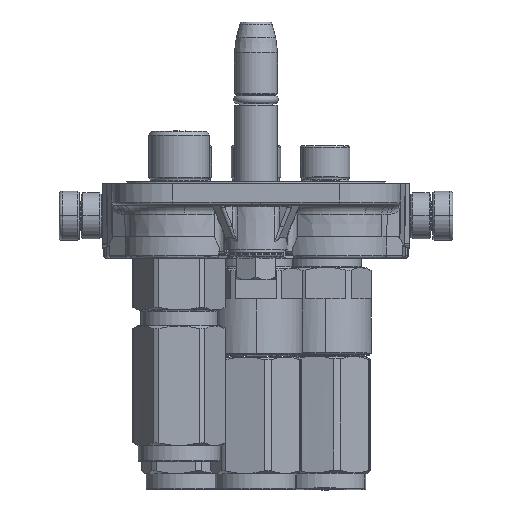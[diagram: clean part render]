
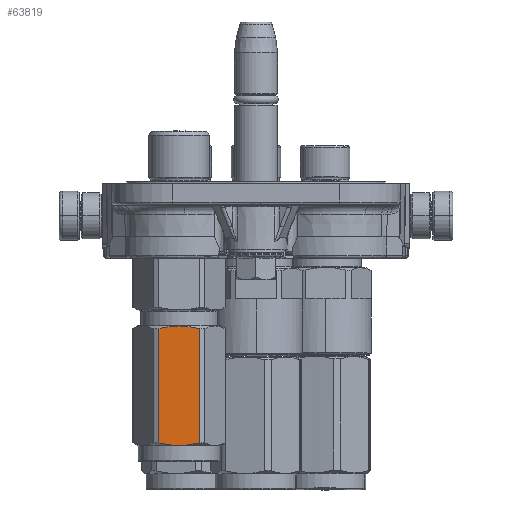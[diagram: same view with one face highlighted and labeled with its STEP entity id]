
A CAD part, left-side view. The second image highlights one B-rep face of the part: STEP entity #63819.
In plain terms, the highlighted face is planar.
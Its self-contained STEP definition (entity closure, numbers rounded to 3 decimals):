
#2043 = VERTEX_POINT ( 'NONE', #123848 ) ;
#2664 = ORIENTED_EDGE ( 'NONE', *, *, #13634, .T. ) ;
#3274 = DIRECTION ( 'NONE',  ( 0., 0., 1. ) ) ;
#4807 = VERTEX_POINT ( 'NONE', #88720 ) ;
#8393 = CARTESIAN_POINT ( 'NONE',  ( 13.5, -63.145, 3.157 ) ) ;
#8942 = CARTESIAN_POINT ( 'NONE',  ( 13.5, -63.093, -3.532 ) ) ;
#9009 = CARTESIAN_POINT ( 'NONE',  ( 13.5, -24.795, -4.314 ) ) ;
#10063 = CARTESIAN_POINT ( 'NONE',  ( 13.5, -62.959, -4.372 ) ) ;
#10799 = CARTESIAN_POINT ( 'NONE',  ( 13.5, -24.506, 2.139 ) ) ;
#12020 = VERTEX_POINT ( 'NONE', #121640 ) ;
#13634 = EDGE_CURVE ( 'NONE', #65459, #2043, #70482, .T. ) ;
#15452 = CARTESIAN_POINT ( 'NONE',  ( 13.5, -62.49, -6.538 ) ) ;
#17620 = VERTEX_POINT ( 'NONE', #25888 ) ;
#20647 = CARTESIAN_POINT ( 'NONE',  ( 13.5, -63.026, -3.969 ) ) ;
#21981 = ORIENTED_EDGE ( 'NONE', *, *, #51262, .T. ) ;
#22306 = CARTESIAN_POINT ( 'NONE',  ( 13.5, -63.189, 2.81 ) ) ;
#22848 = CARTESIAN_POINT ( 'NONE',  ( 13.5, -63.159, 3.053 ) ) ;
#25262 = EDGE_CURVE ( 'NONE', #78662, #4807, #73493, .T. ) ;
#25888 = CARTESIAN_POINT ( 'NONE',  ( 13.5, -25.366, 6.538 ) ) ;
#27650 = VECTOR ( 'NONE', #100443, 1000. ) ;
#31614 = EDGE_CURVE ( 'NONE', #78662, #12020, #163348, .T. ) ;
#35996 = B_SPLINE_CURVE_WITH_KNOTS ( 'NONE', 3,
 ( #84876, #9009, #97628, #135800 ),
 .UNSPECIFIED., .F., .F.,
 ( 4, 4 ),
 ( 0., 1. ),
 .UNSPECIFIED. ) ;
#36838 = CARTESIAN_POINT ( 'NONE',  ( 13.5, -62.49, 6.538 ) ) ;
#38737 = ORIENTED_EDGE ( 'NONE', *, *, #160764, .F. ) ;
#46102 = CARTESIAN_POINT ( 'NONE',  ( 13.5, -62.49, 6.538 ) ) ;
#46632 = CARTESIAN_POINT ( 'NONE',  ( 13.499, -62.628, -5.99 ) ) ;
#47723 = CARTESIAN_POINT ( 'NONE',  ( 13.5, -63.131, 3.262 ) ) ;
#51262 = EDGE_CURVE ( 'NONE', #2043, #17620, #58512, .T. ) ;
#51493 = CARTESIAN_POINT ( 'NONE',  ( 13.5, -24.5, -7.794 ) ) ;
#56677 = VECTOR ( 'NONE', #83724, 1000. ) ;
#58255 = CARTESIAN_POINT ( 'NONE',  ( 13.499, -63.337, 1.097 ) ) ;
#58512 = B_SPLINE_CURVE_WITH_KNOTS ( 'NONE', 3,
 ( #150823, #10799, #99373, #138111 ),
 .UNSPECIFIED., .F., .F.,
 ( 4, 4 ),
 ( 0., 1. ),
 .UNSPECIFIED. ) ;
#59347 = CARTESIAN_POINT ( 'NONE',  ( 13.5, -62.49, -6.538 ) ) ;
#59898 = CARTESIAN_POINT ( 'NONE',  ( 13.5, -63.279, -2.181 ) ) ;
#60280 = CARTESIAN_POINT ( 'NONE',  ( 13.5, -62.49, -6.538 ) ) ;
#63819 = ADVANCED_FACE ( 'NONE', ( #99036 ), #127353, .T. ) ;
#65459 = VERTEX_POINT ( 'NONE', #143786 ) ;
#67255 = ORIENTED_EDGE ( 'NONE', *, *, #31614, .T. ) ;
#70482 = LINE ( 'NONE', #95928, #56677 ) ;
#71133 = LINE ( 'NONE', #36838, #27650 ) ;
#73180 = CARTESIAN_POINT ( 'NONE',  ( 13.5, -63.122, -3.331 ) ) ;
#73493 = B_SPLINE_CURVE_WITH_KNOTS ( 'NONE', 3,
 ( #59347, #46632, #83753, #136295, #10063, #20647, #109654, #8942, #135209, #146787, #73180, #59898, #98093, #122445, #58255, #97578, #148438, #161680, #22306, #22848, #8393, #110759, #47723, #109099, #121905, #46102 ),
 .UNSPECIFIED., .F., .F.,
 ( 4, 2, 2, 1, 1, 2, 2, 2, 2, 2, 1, 1, 2, 2, 4 ),
 ( 0., 0.125, 0.187, 0.219, 0.234, 0.242, 0.25, 0.5, 0.625, 0.688, 0.719, 0.734, 0.742, 0.75, 1. ),
 .UNSPECIFIED. ) ;
#78662 = VERTEX_POINT ( 'NONE', #60280 ) ;
#83724 = DIRECTION ( 'NONE',  ( 0., 0., 1. ) ) ;
#83753 = CARTESIAN_POINT ( 'NONE',  ( 13.499, -62.75, -5.449 ) ) ;
#84876 = CARTESIAN_POINT ( 'NONE',  ( 13.5, -25.366, -6.538 ) ) ;
#88720 = CARTESIAN_POINT ( 'NONE',  ( 13.5, -62.49, 6.538 ) ) ;
#91875 = EDGE_LOOP ( 'NONE', ( #67255, #119671, #2664, #21981, #38737, #98000 ) ) ;
#95928 = CARTESIAN_POINT ( 'NONE',  ( 13.5, -24.5, -0.013 ) ) ;
#97578 = CARTESIAN_POINT ( 'NONE',  ( 13.5, -63.279, 1.917 ) ) ;
#97628 = CARTESIAN_POINT ( 'NONE',  ( 13.5, -24.506, -2.139 ) ) ;
#98000 = ORIENTED_EDGE ( 'NONE', *, *, #25262, .F. ) ;
#98093 = CARTESIAN_POINT ( 'NONE',  ( 13.5, -63.356, -1.103 ) ) ;
#99036 = FACE_OUTER_BOUND ( 'NONE', #91875, .T. ) ;
#99373 = CARTESIAN_POINT ( 'NONE',  ( 13.5, -24.795, 4.314 ) ) ;
#99964 = EDGE_CURVE ( 'NONE', #12020, #65459, #35996, .T. ) ;
#100443 = DIRECTION ( 'NONE',  ( 0., 1., 0. ) ) ;
#103480 = DIRECTION ( 'NONE',  ( 1., 0., 0. ) ) ;
#109099 = CARTESIAN_POINT ( 'NONE',  ( 13.5, -62.979, 4.374 ) ) ;
#109654 = CARTESIAN_POINT ( 'NONE',  ( 13.5, -63.058, -3.767 ) ) ;
#110759 = CARTESIAN_POINT ( 'NONE',  ( 13.5, -63.136, 3.226 ) ) ;
#117334 = AXIS2_PLACEMENT_3D ( 'NONE', #51493, #103480, #3274 ) ;
#119671 = ORIENTED_EDGE ( 'NONE', *, *, #99964, .T. ) ;
#121640 = CARTESIAN_POINT ( 'NONE',  ( 13.5, -25.366, -6.538 ) ) ;
#121905 = CARTESIAN_POINT ( 'NONE',  ( 13.498, -62.767, 5.442 ) ) ;
#122445 = CARTESIAN_POINT ( 'NONE',  ( 13.5, -63.356, 0.551 ) ) ;
#123848 = CARTESIAN_POINT ( 'NONE',  ( 13.5, -24.5, 0.013 ) ) ;
#125798 = VECTOR ( 'NONE', #131083, 1000. ) ;
#127353 = PLANE ( 'NONE',  #117334 ) ;
#131083 = DIRECTION ( 'NONE',  ( 0., 1., 0. ) ) ;
#135209 = CARTESIAN_POINT ( 'NONE',  ( 13.5, -63.108, -3.431 ) ) ;
#135800 = CARTESIAN_POINT ( 'NONE',  ( 13.5, -24.5, -0.013 ) ) ;
#136295 = CARTESIAN_POINT ( 'NONE',  ( 13.499, -62.91, -4.641 ) ) ;
#138111 = CARTESIAN_POINT ( 'NONE',  ( 13.5, -25.366, 6.538 ) ) ;
#143786 = CARTESIAN_POINT ( 'NONE',  ( 13.5, -24.5, -0.013 ) ) ;
#146787 = CARTESIAN_POINT ( 'NONE',  ( 13.5, -63.117, -3.363 ) ) ;
#148438 = CARTESIAN_POINT ( 'NONE',  ( 13.5, -63.255, 2.191 ) ) ;
#150823 = CARTESIAN_POINT ( 'NONE',  ( 13.5, -24.5, 0.013 ) ) ;
#160764 = EDGE_CURVE ( 'NONE', #4807, #17620, #71133, .T. ) ;
#161680 = CARTESIAN_POINT ( 'NONE',  ( 13.5, -63.213, 2.603 ) ) ;
#163348 = LINE ( 'NONE', #15452, #125798 ) ;
